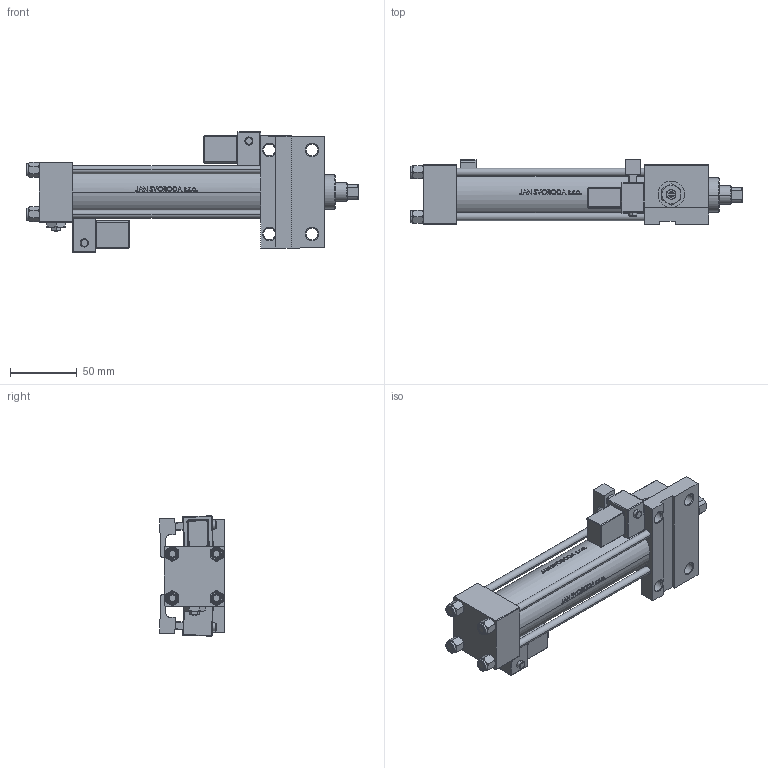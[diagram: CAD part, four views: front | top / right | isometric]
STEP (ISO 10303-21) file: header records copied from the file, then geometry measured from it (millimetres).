
FILE_DESCRIPTION (( 'STEP AP203' ), '1' );
FILE_NAME ('5ceb.STEP', '2024-03-19T14:35:29', ( '' ), ( '' ), 'SwSTEP 2.0', 'SolidWorks 2019', '' );
FILE_SCHEMA (( 'CONFIG_CONTROL_DESIGN' ));
Length unit declared in the file: millimetre
Products named in the file (8): V215CR_F_Body fa7b631a5acab113c6e0e210df4cbcac; V215_VC_A fa7b631a5acab113c6e0e210df4cbcac; Zatka_pro_OIL_PORT fa7b631a5acab113c6e0e210df4cbcac; V215CR_VCP_F fa7b631a5acab113c6e0e210df4cbcac; V215CR_F_TYCINKA fa7b631a5acab113c6e0e210df4cbcac; V215CR_MSU fa7b631a5acab113c6e0e210df4cbcac; 5ceb; NUT_M5_F fa7b631a5acab113c6e0e210df4cbcac
Assembly tree (15 placements, depth 2):
  5ceb
    V215CR_F_Body fa7b631a5acab113c6e0e210df4cbcac
    V215CR_VCP_F fa7b631a5acab113c6e0e210df4cbcac
    V215CR_F_TYCINKA fa7b631a5acab113c6e0e210df4cbcac  x4
    NUT_M5_F fa7b631a5acab113c6e0e210df4cbcac  x4
    V215_VC_A fa7b631a5acab113c6e0e210df4cbcac
    V215CR_MSU fa7b631a5acab113c6e0e210df4cbcac  x2
    Zatka_pro_OIL_PORT fa7b631a5acab113c6e0e210df4cbcac  x2
Bounding box: 249 x 48.72 x 90.31 mm (x, y, z)
Volume: 306961.7 mm3; surface area: 117199.2 mm2
Topology: 15 solids, 15 shells, 1353 faces, 3316 edges, 2093 vertices
Faces by surface type: plane 543, bspline 380, cone 194, cylinder 192, sphere 24, torus 20
Entity records: 51620 total; most frequent: CARTESIAN_POINT 26779, ORIENTED_EDGE 5538, DIRECTION 3716, EDGE_CURVE 2769, VERTEX_POINT 1791, VECTOR 1428, LINE 1428, EDGE_LOOP 1252
